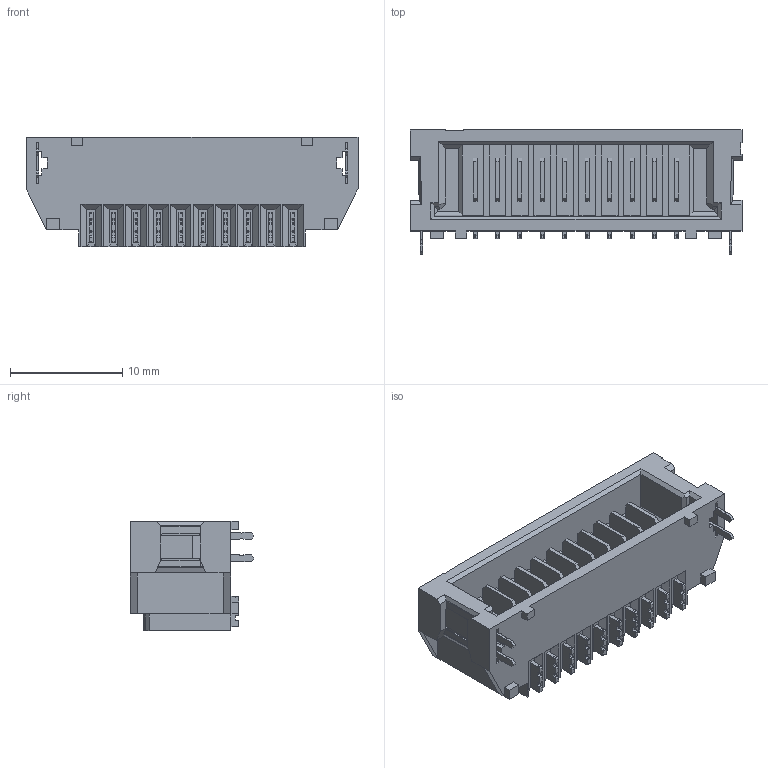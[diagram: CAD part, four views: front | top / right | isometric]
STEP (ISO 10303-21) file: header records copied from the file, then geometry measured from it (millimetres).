
FILE_DESCRIPTION (( 'STEP AP214' ), '1' );
FILE_NAME ('UMPT-10-01-L-RA-WT-M-TR.STEP', '2022-01-07T03:01:22', ( '' ), ( '' ), 'SwSTEP 2.0', 'SolidWorks 2017', '' );
FILE_SCHEMA (( 'AUTOMOTIVE_DESIGN' ));
Length unit declared in the file: millimetre
Products named in the file (1): UMPT-10-01-L-RA-WT-M-TR
Bounding box: 29.6 x 11.05 x 9.75 mm (x, y, z)
Volume: 1713.7 mm3; surface area: 2155 mm2
Topology: 23 solids, 23 shells, 888 faces, 2465 edges, 1620 vertices
Faces by surface type: plane 630, cylinder 258
Entity records: 29233 total; most frequent: CARTESIAN_POINT 5046, ORIENTED_EDGE 4930, DIRECTION 4715, EDGE_CURVE 2465, LINE 1945, VECTOR 1945, VERTEX_POINT 1620, AXIS2_PLACEMENT_3D 1385
